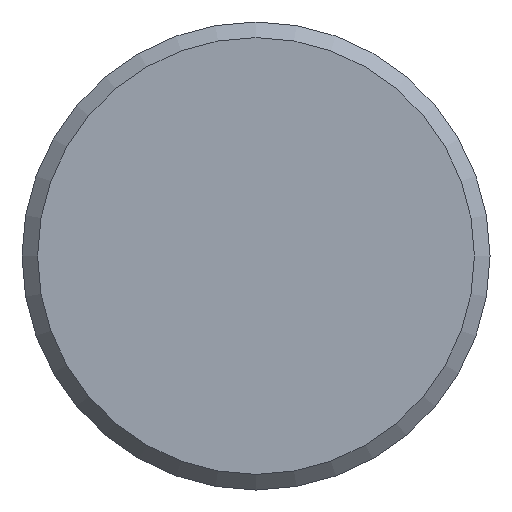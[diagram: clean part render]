
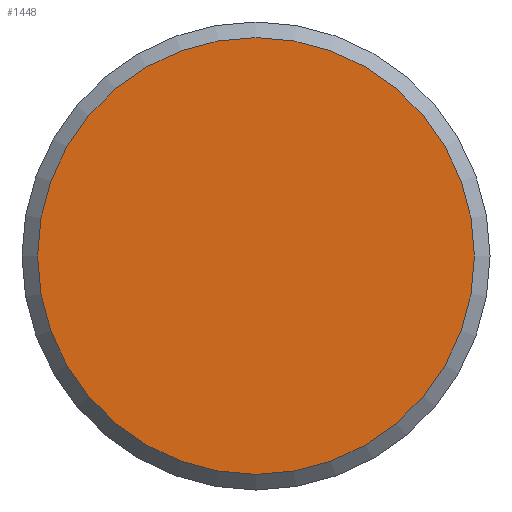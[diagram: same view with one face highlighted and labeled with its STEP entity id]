
A CAD part, front view. The second image highlights one B-rep face of the part: STEP entity #1448.
In plain terms, the highlighted planar face has unit normal (0, -1, 0).
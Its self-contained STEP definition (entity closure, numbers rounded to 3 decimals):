
#264=FACE_OUTER_BOUND('',#359,.T.);
#359=EDGE_LOOP('',(#924));
#476=CIRCLE('',#1565,14.);
#588=VERTEX_POINT('',#2269);
#718=EDGE_CURVE('',#588,#588,#476,.T.);
#924=ORIENTED_EDGE('',*,*,#718,.T.);
#1310=PLANE('',#1568);
#1448=ADVANCED_FACE('',(#264),#1310,.T.);
#1565=AXIS2_PLACEMENT_3D('',#2270,#1780,#1781);
#1568=AXIS2_PLACEMENT_3D('',#2276,#1787,#1788);
#1780=DIRECTION('center_axis',(0.,-1.,0.));
#1781=DIRECTION('ref_axis',(1.,0.,0.));
#1787=DIRECTION('center_axis',(0.,-1.,0.));
#1788=DIRECTION('ref_axis',(0.,0.,-1.));
#2269=CARTESIAN_POINT('',(-14.,-15.,0.));
#2270=CARTESIAN_POINT('Origin',(0.,-15.,0.));
#2276=CARTESIAN_POINT('Origin',(7.,-15.,0.));
